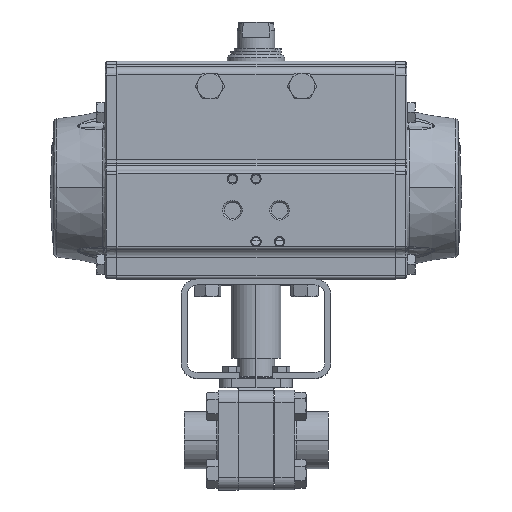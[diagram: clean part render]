
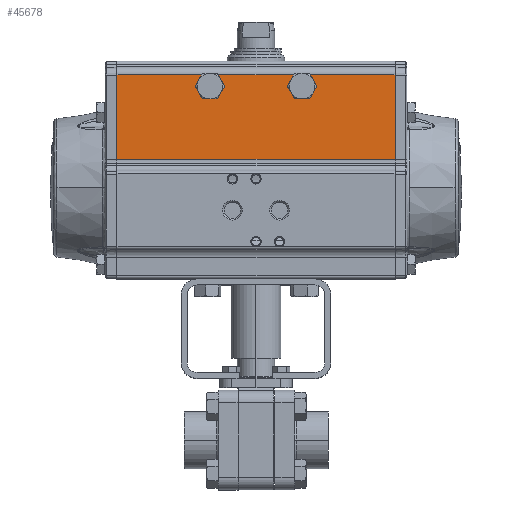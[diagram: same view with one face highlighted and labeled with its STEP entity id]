
A CAD part, top view. The second image highlights one B-rep face of the part: STEP entity #45678.
In plain terms, the highlighted planar face has unit normal (0, 0, 1).
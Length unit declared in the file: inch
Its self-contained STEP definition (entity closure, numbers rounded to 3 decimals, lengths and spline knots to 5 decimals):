
#19 = CARTESIAN_POINT ( 'NONE',  ( -2.79134, 5.63727, 1.56693 ) ) ;
#98 = EDGE_CURVE ( 'NONE', #39535, #52921, #37587, .T. ) ;
#410 = EDGE_CURVE ( 'NONE', #51584, #24714, #50376, .T. ) ;
#1300 = VECTOR ( 'NONE', #12241, 39.37008 ) ;
#4935 = AXIS2_PLACEMENT_3D ( 'NONE', #63748, #38531, #7928 ) ;
#7079 = CARTESIAN_POINT ( 'NONE',  ( 2.79134, 7.33343, 1.56693 ) ) ;
#7928 = DIRECTION ( 'NONE',  ( 1., 0., 0. ) ) ;
#9848 = VERTEX_POINT ( 'NONE', #27499 ) ;
#10680 = CARTESIAN_POINT ( 'NONE',  ( 0.9252, 7.10508, 1.56693 ) ) ;
#12241 = DIRECTION ( 'NONE',  ( -1., 0., 0. ) ) ;
#12299 = EDGE_CURVE ( 'NONE', #24714, #55365, #55617, .T. ) ;
#12478 = CARTESIAN_POINT ( 'NONE',  ( 2.79134, 5.63727, 1.56693 ) ) ;
#13881 = DIRECTION ( 'NONE',  ( 0., 1., 0. ) ) ;
#14093 = DIRECTION ( 'NONE',  ( 0., 0., -1. ) ) ;
#14306 = CARTESIAN_POINT ( 'NONE',  ( -0.9252, 7.10508, 1.56693 ) ) ;
#14641 = DIRECTION ( 'NONE',  ( -1., 0., 0. ) ) ;
#15786 = DIRECTION ( 'NONE',  ( 1., 0., 0. ) ) ;
#16599 = EDGE_LOOP ( 'NONE', ( #44915, #45975, #56227, #33546, #37883, #39296, #35714, #26443 ) ) ;
#17170 = LINE ( 'NONE', #62722, #29172 ) ;
#19204 = DIRECTION ( 'NONE',  ( -1., 0., 0. ) ) ;
#19410 = CARTESIAN_POINT ( 'NONE',  ( -0.80967, 7.33343, 1.56693 ) ) ;
#20211 = DIRECTION ( 'NONE',  ( 1., 0., 0. ) ) ;
#23241 = LINE ( 'NONE', #65017, #49780 ) ;
#23987 = CARTESIAN_POINT ( 'NONE',  ( -2.79134, 7.33343, 1.56693 ) ) ;
#24714 = VERTEX_POINT ( 'NONE', #43671 ) ;
#26443 = ORIENTED_EDGE ( 'NONE', *, *, #59384, .T. ) ;
#27426 = LINE ( 'NONE', #36305, #41002 ) ;
#27499 = CARTESIAN_POINT ( 'NONE',  ( 1.04072, 7.33343, 1.56693 ) ) ;
#27981 = CARTESIAN_POINT ( 'NONE',  ( 2.79134, 7.33343, 1.56693 ) ) ;
#28244 = EDGE_CURVE ( 'NONE', #9848, #54549, #63574, .T. ) ;
#29172 = VECTOR ( 'NONE', #57817, 39.37008 ) ;
#32986 = FACE_OUTER_BOUND ( 'NONE', #16599, .T. ) ;
#33350 = PLANE ( 'NONE',  #4935 ) ;
#33546 = ORIENTED_EDGE ( 'NONE', *, *, #12299, .T. ) ;
#34364 = VECTOR ( 'NONE', #46723, 39.37008 ) ;
#35714 = ORIENTED_EDGE ( 'NONE', *, *, #98, .F. ) ;
#36305 = CARTESIAN_POINT ( 'NONE',  ( 2.79134, 5.63727, 1.56693 ) ) ;
#37587 = LINE ( 'NONE', #46773, #34364 ) ;
#37883 = ORIENTED_EDGE ( 'NONE', *, *, #43692, .T. ) ;
#38531 = DIRECTION ( 'NONE',  ( 0., 0., 1. ) ) ;
#39296 = ORIENTED_EDGE ( 'NONE', *, *, #45436, .T. ) ;
#39535 = VERTEX_POINT ( 'NONE', #27981 ) ;
#40110 = CARTESIAN_POINT ( 'NONE',  ( 2.79134, 7.33343, 1.56693 ) ) ;
#40890 = CARTESIAN_POINT ( 'NONE',  ( 0.80967, 7.33343, 1.56693 ) ) ;
#41002 = VECTOR ( 'NONE', #20211, 39.37008 ) ;
#43671 = CARTESIAN_POINT ( 'NONE',  ( -1.04072, 7.33343, 1.56693 ) ) ;
#43692 = EDGE_CURVE ( 'NONE', #55365, #53556, #17170, .T. ) ;
#44915 = ORIENTED_EDGE ( 'NONE', *, *, #28244, .T. ) ;
#45436 = EDGE_CURVE ( 'NONE', #53556, #52921, #27426, .T. ) ;
#45678 = ADVANCED_FACE ( 'NONE', ( #32986 ), #33350, .T. ) ;
#45975 = ORIENTED_EDGE ( 'NONE', *, *, #52600, .T. ) ;
#46063 = AXIS2_PLACEMENT_3D ( 'NONE', #14306, #14093, #13881 ) ;
#46436 = DIRECTION ( 'NONE',  ( 0., 0., -1. ) ) ;
#46723 = DIRECTION ( 'NONE',  ( 0., -1., 0. ) ) ;
#46773 = CARTESIAN_POINT ( 'NONE',  ( 2.79134, 3.235, 1.56693 ) ) ;
#49780 = VECTOR ( 'NONE', #19204, 39.37008 ) ;
#50376 = CIRCLE ( 'NONE', #46063, 0.25591 ) ;
#51584 = VERTEX_POINT ( 'NONE', #19410 ) ;
#52600 = EDGE_CURVE ( 'NONE', #54549, #51584, #23241, .T. ) ;
#52921 = VERTEX_POINT ( 'NONE', #12478 ) ;
#53556 = VERTEX_POINT ( 'NONE', #19 ) ;
#54549 = VERTEX_POINT ( 'NONE', #40890 ) ;
#55365 = VERTEX_POINT ( 'NONE', #23987 ) ;
#55617 = LINE ( 'NONE', #7079, #1300 ) ;
#56227 = ORIENTED_EDGE ( 'NONE', *, *, #410, .T. ) ;
#57817 = DIRECTION ( 'NONE',  ( 0., -1., 0. ) ) ;
#58028 = VECTOR ( 'NONE', #14641, 39.37008 ) ;
#59384 = EDGE_CURVE ( 'NONE', #39535, #9848, #59663, .T. ) ;
#59663 = LINE ( 'NONE', #40110, #58028 ) ;
#62599 = AXIS2_PLACEMENT_3D ( 'NONE', #10680, #46436, #15786 ) ;
#62722 = CARTESIAN_POINT ( 'NONE',  ( -2.79134, 3.235, 1.56693 ) ) ;
#63574 = CIRCLE ( 'NONE', #62599, 0.25591 ) ;
#63748 = CARTESIAN_POINT ( 'NONE',  ( 2.79134, 5.63727, 1.56693 ) ) ;
#65017 = CARTESIAN_POINT ( 'NONE',  ( 2.79134, 7.33343, 1.56693 ) ) ;
